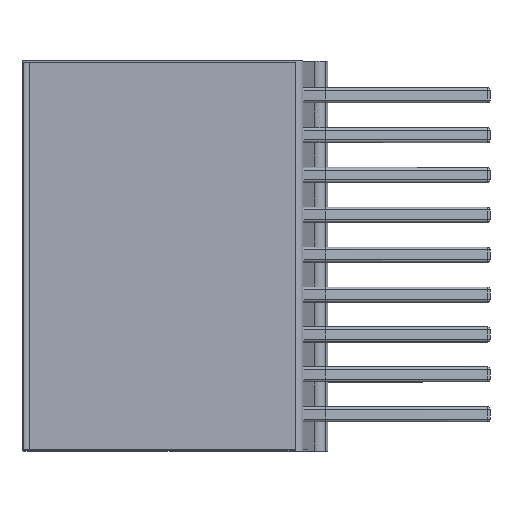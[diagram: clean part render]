
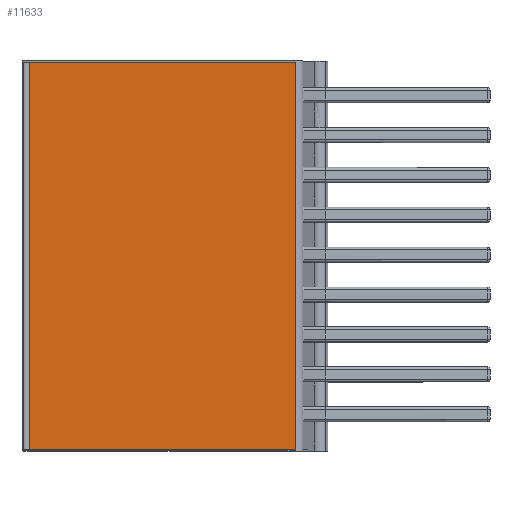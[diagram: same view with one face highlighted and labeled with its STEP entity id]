
A CAD part, top view. The second image highlights one B-rep face of the part: STEP entity #11633.
In plain terms, the highlighted planar face has unit normal (0, 0, 1).
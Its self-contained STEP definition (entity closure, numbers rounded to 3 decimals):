
#1324=FACE_OUTER_BOUND('',#2020,.T.);
#2020=EDGE_LOOP('',(#9920,#9921,#9922,#9923));
#2721=LINE('',#20973,#3580);
#2730=LINE('',#20993,#3589);
#2860=LINE('',#21270,#3719);
#2881=LINE('',#21314,#3740);
#3580=VECTOR('',#16086,10.);
#3589=VECTOR('',#16107,10.);
#3719=VECTOR('',#16449,10.);
#3740=VECTOR('',#16490,10.);
#5209=VERTEX_POINT('',#20970);
#5210=VERTEX_POINT('',#20972);
#5215=VERTEX_POINT('',#20991);
#5256=VERTEX_POINT('',#21266);
#6671=EDGE_CURVE('',#5209,#5210,#2721,.T.);
#6682=EDGE_CURVE('',#5209,#5215,#2730,.T.);
#6823=EDGE_CURVE('',#5256,#5215,#2860,.T.);
#6847=EDGE_CURVE('',#5210,#5256,#2881,.T.);
#9920=ORIENTED_EDGE('',*,*,#6671,.F.);
#9921=ORIENTED_EDGE('',*,*,#6682,.T.);
#9922=ORIENTED_EDGE('',*,*,#6823,.F.);
#9923=ORIENTED_EDGE('',*,*,#6847,.F.);
#10260=PLANE('',#12995);
#11633=ADVANCED_FACE('',(#1324),#10260,.F.);
#12995=AXIS2_PLACEMENT_3D('',#21313,#16488,#16489);
#16086=DIRECTION('',(1.,0.,0.));
#16107=DIRECTION('',(0.,-1.,0.));
#16449=DIRECTION('',(-1.,0.,0.));
#16488=DIRECTION('center_axis',(0.,0.,
-1.));
#16489=DIRECTION('ref_axis',(1.,0.,0.));
#16490=DIRECTION('',(0.,-1.,0.));
#20970=CARTESIAN_POINT('',(9.,-1.25,727.25));
#20972=CARTESIAN_POINT('',(308.,-1.25,727.25));
#20973=CARTESIAN_POINT('',(8.987,-1.25,727.25));
#20991=CARTESIAN_POINT('',(9.,-438.75,727.25));
#20993=CARTESIAN_POINT('',(9.,0.,727.25));
#21266=CARTESIAN_POINT('',(308.,-438.75,727.25));
#21270=CARTESIAN_POINT('',(81.789,-438.75,727.25));
#21313=CARTESIAN_POINT('Origin',(9.,0.,727.25));
#21314=CARTESIAN_POINT('',(308.,0.,727.25));
